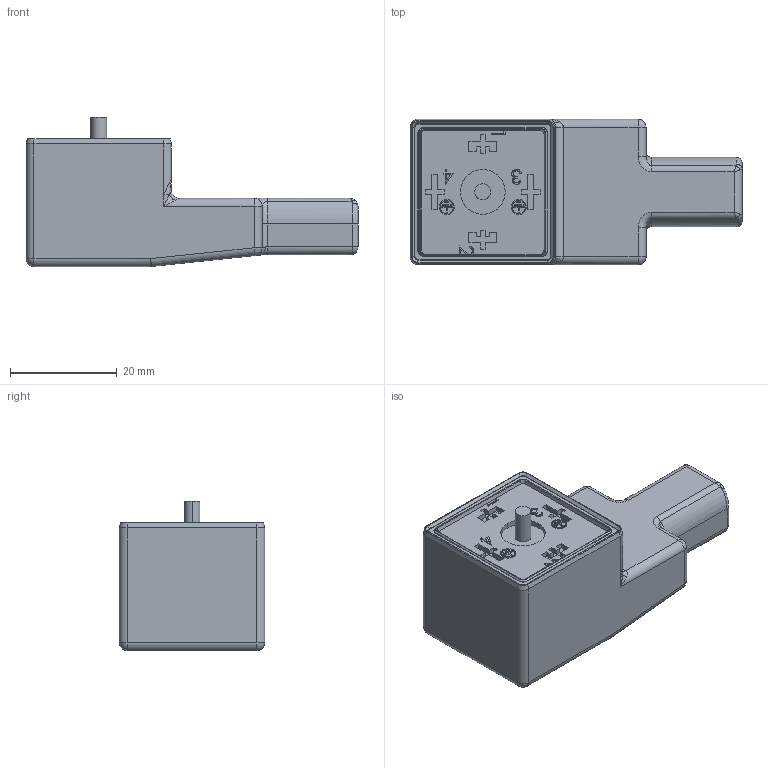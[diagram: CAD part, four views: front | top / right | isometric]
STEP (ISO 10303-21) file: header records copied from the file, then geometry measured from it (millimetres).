
FILE_DESCRIPTION((''),'2;1');
FILE_NAME('CAD-8730','2023-06-26T08:16:40',('creinig-se'),(''),'CREO PARAMETRIC BY PTC INC, 2022284','CREO PARAMETRIC BY PTC INC, 2022284','');
FILE_SCHEMA(('CONFIG_CONTROL_DESIGN','SHAPE_APPEARANCE_LAYERS_GROUPS'));
Length unit declared in the file: millimetre
Products named in the file (1): CAD-8730
Bounding box: 62.3 x 27.3 x 28 mm (x, y, z)
Volume: 24475.4 mm3; surface area: 6341.1 mm2
Topology: 1 solids, 5 shells, 366 faces, 900 edges, 554 vertices
Faces by surface type: plane 194, cylinder 67, bspline 35, torus 24, cone 22, extrusion 20, sphere 4
Entity records: 17969 total; most frequent: CARTESIAN_POINT 6442, ORIENTED_EDGE 1782, DIRECTION 1623, PRESENTATION_STYLE_ASSIGNMENT 925, STYLED_ITEM 892, CURVE_STYLE 891, EDGE_CURVE 891, VECTOR 583
